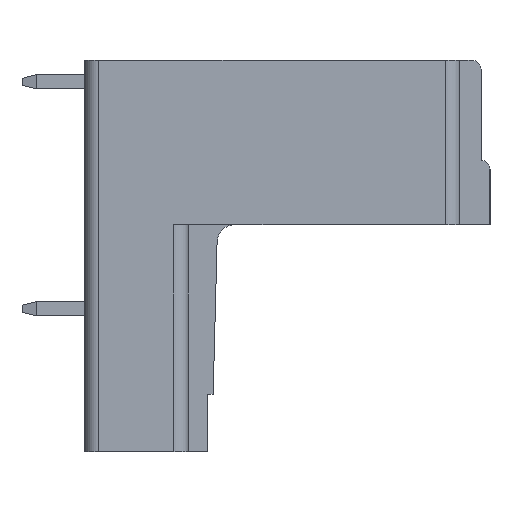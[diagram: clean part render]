
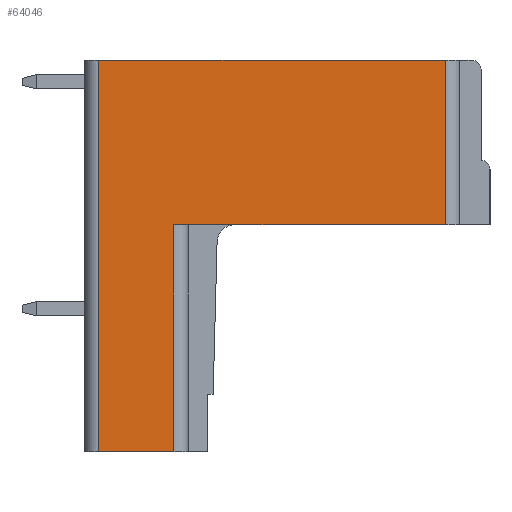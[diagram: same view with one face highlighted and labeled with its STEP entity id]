
A CAD part, left-side view. The second image highlights one B-rep face of the part: STEP entity #64046.
In plain terms, the highlighted planar face has unit normal (-1, 0, 0).
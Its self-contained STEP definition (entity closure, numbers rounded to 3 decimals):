
#1418=DIRECTION('',(0.,-1.,0.));
#1419=VECTOR('',#1418,15.2);
#1420=CARTESIAN_POINT('',(-72.4,6.4,0.));
#1421=LINE('',#1420,#1419);
#15462=DIRECTION('',(0.,0.,1.));
#15463=VECTOR('',#15462,12.7);
#15464=CARTESIAN_POINT('',(-72.4,6.4,-12.7));
#15465=LINE('',#15464,#15463);
#15466=DIRECTION('',(0.,1.,0.));
#15467=VECTOR('',#15466,4.2);
#15468=CARTESIAN_POINT('',(-72.4,6.4,-12.7));
#15469=LINE('',#15468,#15467);
#15470=DIRECTION('',(0.,0.,1.));
#15471=VECTOR('',#15470,21.9);
#15472=CARTESIAN_POINT('',(-72.4,10.6,-12.7));
#15473=LINE('',#15472,#15471);
#15474=DIRECTION('',(0.,-1.,0.));
#15475=VECTOR('',#15474,19.4);
#15476=CARTESIAN_POINT('',(-72.4,10.6,9.2));
#15477=LINE('',#15476,#15475);
#18600=DIRECTION('',(0.,0.,1.));
#18601=VECTOR('',#18600,9.2);
#18602=CARTESIAN_POINT('',(-72.4,-8.8,0.));
#18603=LINE('',#18602,#18601);
#43003=CARTESIAN_POINT('',(-72.4,10.6,-12.7));
#43005=VERTEX_POINT('',#43003);
#43015=CARTESIAN_POINT('',(-72.4,10.6,9.2));
#43017=VERTEX_POINT('',#43015);
#43018=CARTESIAN_POINT('',(-72.4,-8.8,9.2));
#43020=VERTEX_POINT('',#43018);
#43042=CARTESIAN_POINT('',(-72.4,-8.8,0.));
#43044=VERTEX_POINT('',#43042);
#43057=CARTESIAN_POINT('',(-72.4,6.4,0.));
#43059=VERTEX_POINT('',#43057);
#43060=CARTESIAN_POINT('',(-72.4,6.4,-12.7));
#43062=VERTEX_POINT('',#43060);
#64031=CARTESIAN_POINT('',(-72.4,10.6,-12.7));
#64032=DIRECTION('',(1.,0.,0.));
#64033=DIRECTION('',(0.,-1.,0.));
#64034=AXIS2_PLACEMENT_3D('',#64031,#64032,#64033);
#64035=PLANE('',#64034);
#64036=ORIENTED_EDGE('',*,*,#43784,.F.);
#64037=ORIENTED_EDGE('',*,*,#64026,.F.);
#64038=ORIENTED_EDGE('',*,*,#43091,.T.);
#64040=ORIENTED_EDGE('',*,*,#64039,.T.);
#64041=ORIENTED_EDGE('',*,*,#43717,.T.);
#64043=ORIENTED_EDGE('',*,*,#64042,.F.);
#64044=EDGE_LOOP('',(#64036,#64037,#64038,#64040,#64041,#64043));
#64045=FACE_OUTER_BOUND('',#64044,.F.);
#64046=ADVANCED_FACE('',(#64045),#64035,.F.);
#43091=EDGE_CURVE('',#43062,#43005,#15469,.T.);
#43717=EDGE_CURVE('',#43017,#43020,#15477,.T.);
#43784=EDGE_CURVE('',#43059,#43044,#1421,.T.);
#64026=EDGE_CURVE('',#43062,#43059,#15465,.T.);
#64039=EDGE_CURVE('',#43005,#43017,#15473,.T.);
#64042=EDGE_CURVE('',#43044,#43020,#18603,.T.);
